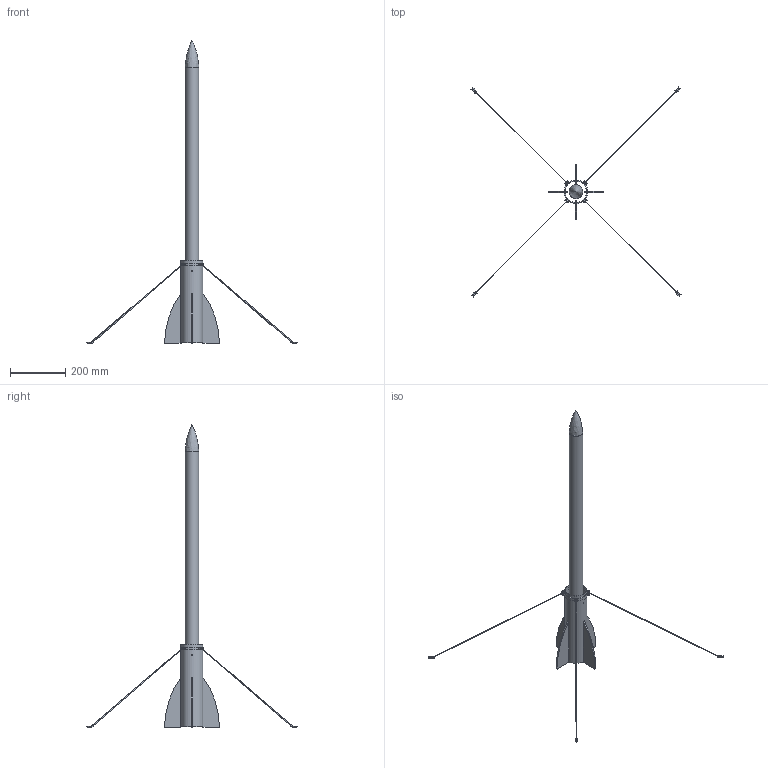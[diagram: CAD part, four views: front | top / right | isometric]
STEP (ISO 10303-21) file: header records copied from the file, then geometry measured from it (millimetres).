
FILE_DESCRIPTION(/* description */ (''),/* implementation_level */ '2;1');
FILE_NAME(/* name */ 'astra.step',/* time_stamp */ '2025-09-01T18:00:33+05:30',/* author */ (''),/* organization */ (''),/* preprocessor_version */ 'ST-DEVELOPER v20.1',/* originating_system */ 'Autodesk Translation Framework v14.10.0.0',/* authorisation */ '');
FILE_SCHEMA (('AUTOMOTIVE_DESIGN { 1 0 10303 214 3 1 1 }'));
Length unit declared in the file: millimetre
Products named in the file (1): astra
Bounding box: 764.91 x 765.12 x 1103.03 mm (x, y, z)
Volume: 427017 mm3; surface area: 576093.6 mm2
Topology: 41 solids, 41 shells, 240 faces, 458 edges, 299 vertices
Faces by surface type: plane 181, cylinder 58, bspline 1
Full cylindrical faces by diameter (mm): 2 x1, 2.5 x10, 8 x4, 9 x8, 10 x8, 49 x1, 50 x2, 78 x1, 80 x2, 86 x1
Entity records: 6128 total; most frequent: DIRECTION 1051, CARTESIAN_POINT 1025, ORIENTED_EDGE 916, EDGE_CURVE 458, AXIS2_PLACEMENT_3D 353, LINE 345, VECTOR 345, VERTEX_POINT 300
